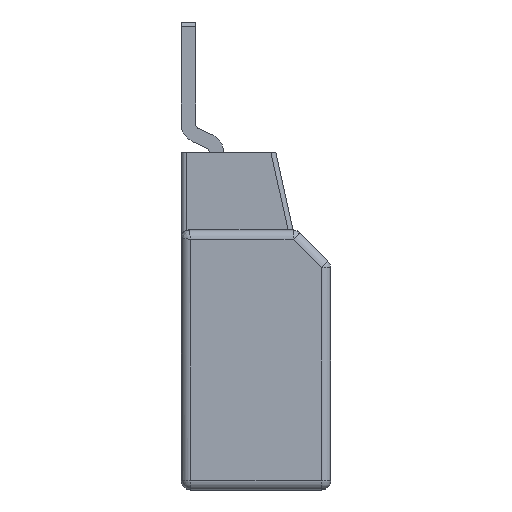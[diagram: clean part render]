
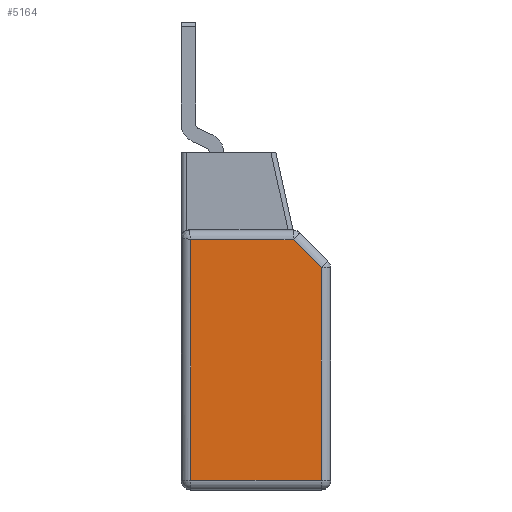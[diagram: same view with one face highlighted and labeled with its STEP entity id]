
A CAD part, left-side view. The second image highlights one B-rep face of the part: STEP entity #5164.
In plain terms, the highlighted planar face has unit normal (-1, 0, 0).
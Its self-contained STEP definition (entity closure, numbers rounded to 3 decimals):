
#315=FACE_OUTER_BOUND('',#634,.T.);
#634=EDGE_LOOP('',(#3459,#3460,#3461,#3462,#3463));
#1076=LINE('',#8107,#1514);
#1077=LINE('',#8109,#1515);
#1078=LINE('',#8111,#1516);
#1079=LINE('',#8113,#1517);
#1080=LINE('',#8114,#1518);
#1514=VECTOR('',#6383,24.95);
#1515=VECTOR('',#6384,13.5);
#1516=VECTOR('',#6385,22.036);
#1517=VECTOR('',#6386,4.121);
#1518=VECTOR('',#6387,10.586);
#2238=VERTEX_POINT('',#8105);
#2239=VERTEX_POINT('',#8106);
#2240=VERTEX_POINT('',#8108);
#2241=VERTEX_POINT('',#8110);
#2242=VERTEX_POINT('',#8112);
#2693=EDGE_CURVE('',#2238,#2239,#1076,.T.);
#2694=EDGE_CURVE('',#2240,#2238,#1077,.T.);
#2695=EDGE_CURVE('',#2241,#2240,#1078,.T.);
#2696=EDGE_CURVE('',#2242,#2241,#1079,.T.);
#2697=EDGE_CURVE('',#2239,#2242,#1080,.T.);
#3459=ORIENTED_EDGE('',*,*,#2693,.F.);
#3460=ORIENTED_EDGE('',*,*,#2694,.F.);
#3461=ORIENTED_EDGE('',*,*,#2695,.F.);
#3462=ORIENTED_EDGE('',*,*,#2696,.F.);
#3463=ORIENTED_EDGE('',*,*,#2697,.F.);
#4734=PLANE('',#5563);
#5164=ADVANCED_FACE('',(#315),#4734,.T.);
#5563=AXIS2_PLACEMENT_3D('',#8104,#6381,#6382);
#6381=DIRECTION('center_axis',(-1.,0.,0.));
#6382=DIRECTION('ref_axis',(0.,0.,-1.));
#6383=DIRECTION('',(0.,0.,1.));
#6384=DIRECTION('',(0.,1.,0.));
#6385=DIRECTION('',(0.,0.,-1.));
#6386=DIRECTION('',(0.,-0.707,-0.707));
#6387=DIRECTION('',(0.,-1.,0.));
#8104=CARTESIAN_POINT('Origin',(-34.338,27.552,15.034));
#8105=CARTESIAN_POINT('',(-34.338,26.552,14.534));
#8106=CARTESIAN_POINT('',(-34.338,26.552,39.484));
#8107=CARTESIAN_POINT('',(-34.338,26.552,15.034));
#8108=CARTESIAN_POINT('',(-34.338,13.052,14.534));
#8109=CARTESIAN_POINT('',(-34.338,23.677,14.534));
#8110=CARTESIAN_POINT('',(-34.338,13.052,36.57));
#8111=CARTESIAN_POINT('',(-34.338,13.052,15.034));
#8112=CARTESIAN_POINT('',(-34.338,15.967,39.484));
#8113=CARTESIAN_POINT('',(-34.338,9.022,32.54));
#8114=CARTESIAN_POINT('',(-34.338,15.927,39.484));
